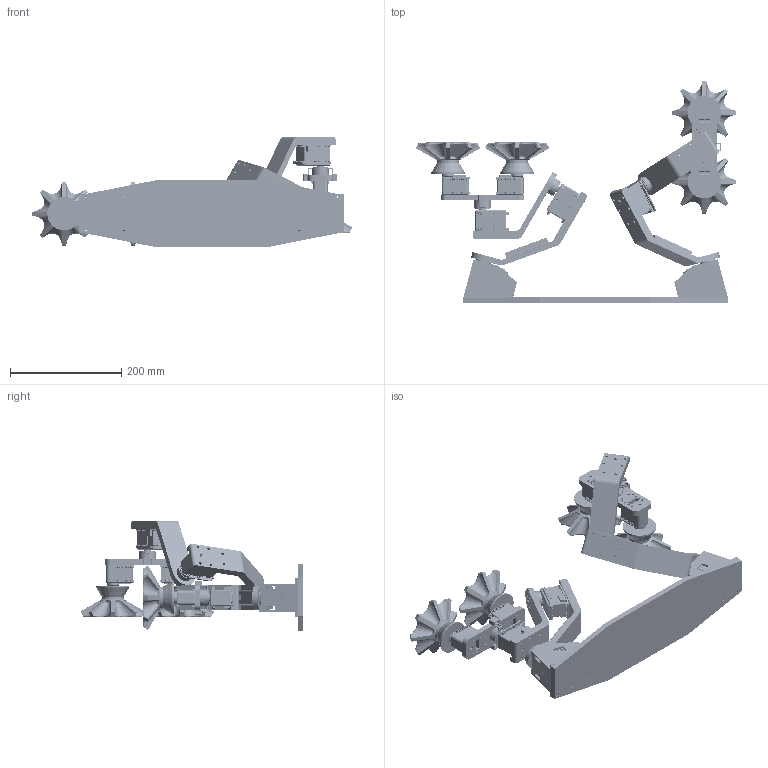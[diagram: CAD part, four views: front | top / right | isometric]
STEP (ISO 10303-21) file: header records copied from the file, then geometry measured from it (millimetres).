
FILE_DESCRIPTION(/* description */ (''),/* implementation_level */ '2;1');
FILE_NAME(/* name */ '',/* time_stamp */ '2024-08-18T19:26:04+09:00',/* author */ ('JEONSEONGHYEON'),/* organization */ (''),/* preprocessor_version */ 'ST-DEVELOPER v20',/* originating_system */ 'Autodesk Inventor 2025',/* authorisation */ '');
FILE_SCHEMA (('AUTOMOTIVE_DESIGN { 1 0 10303 214 3 1 1 }'));
Length unit declared in the file: millimetre
Products named in the file (15): 조립품1_10_21; 바디상판 상2; 어깨견장_6; 긴팔_5; 손목경첩팔_6; DC05_00A_DUMMY1; HN05_T_02; 손목판; AX-12A; AX-12A-01; AX-12A-02; AX-12A-03; AX-12A-04; SetScrew; 바퀴톱니_승렬ver2
Assembly tree (37 placements, depth 3):
  조립품1_10_21
    바디상판 상2
    어깨견장_6  x2
    DC05_00A_DUMMY1  x6
    HN05_T_02  x6
    긴팔_5  x2
    손목경첩팔_6  x2
    손목판  x2
    AX-12A  x4
      AX-12A-01
      AX-12A-02
      AX-12A-03
      AX-12A-04
      SetScrew
    바퀴톱니_승렬ver2  x4
Bounding box: 575.12 x 398.96 x 197.85 mm (x, y, z)
Volume: 2626628.5 mm3; surface area: 654902.8 mm2
Topology: 57 solids, 105 shells, 7058 faces, 18692 edges, 11994 vertices
Faces by surface type: plane 4364, cylinder 1846, cone 452, torus 176, bspline 140, sphere 80
Full cylindrical faces by diameter (mm): 1.2 x160, 1.6 x32, 1.7 x16, 1.8 x24, 2 x56, 2.05 x48, 2.2 x16, 2.5 x176, 2.7 x124, 2.8 x44, 3.1 x6, 3.2 x34, 3.3 x16, 3.5 x8, 4 x40, 4.3 x16, 5 x88, 5.5 x8, 5.9 x8, 6 x14, 7.8 x6, 8 x10, 8.1 x6, 9 x8, 9.5 x4, 10 x12, 10.8 x4, 11 x6, 11.6 x4, 12 x6
Entity records: 57341 total; most frequent: CARTESIAN_POINT 13880, ORIENTED_EDGE 8784, DIRECTION 8550, EDGE_CURVE 4400, LINE 2940, VECTOR 2940, VERTEX_POINT 2840, AXIS2_PLACEMENT_3D 2805
